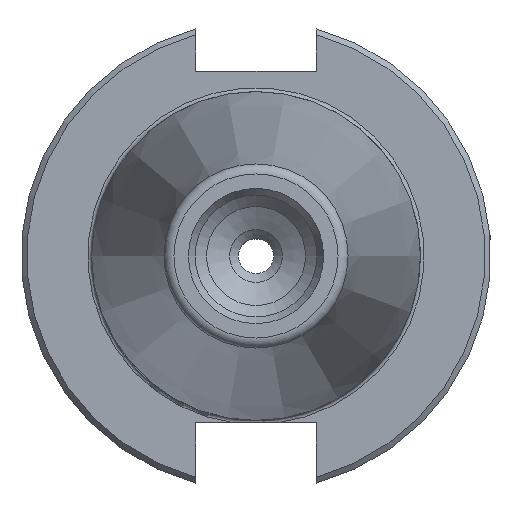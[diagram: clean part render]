
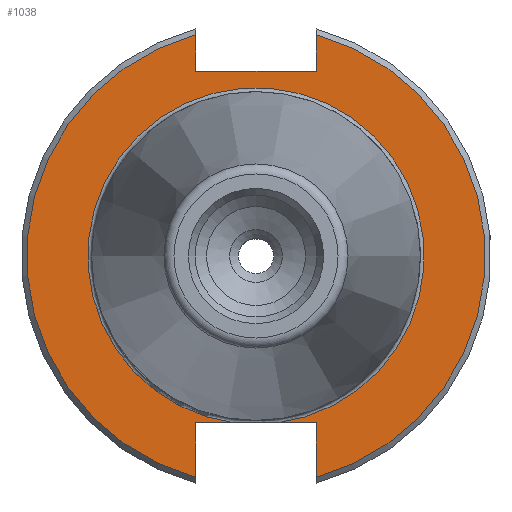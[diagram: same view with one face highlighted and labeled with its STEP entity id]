
A CAD part, left-side view. The second image highlights one B-rep face of the part: STEP entity #1038.
In plain terms, the highlighted planar face has unit normal (-1, 0, 0).
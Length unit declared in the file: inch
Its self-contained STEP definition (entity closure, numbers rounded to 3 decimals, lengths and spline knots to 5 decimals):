
#267=CARTESIAN_POINT('',(0.125,-0.11172,-0.888));
#268=VERTEX_POINT('',#267);
#269=CARTESIAN_POINT('',(0.125,0.11172,-0.888));
#270=VERTEX_POINT('',#269);
#284=CARTESIAN_POINT('',(0.125,0.0,0.0));
#285=DIRECTION('',(-1.0,0.0,0.0));
#286=DIRECTION('',(0.0,-1.0,0.0));
#287=AXIS2_PLACEMENT_3D('',#284,#285,#286);
#288=CIRCLE('',#287,0.895);
#289=EDGE_CURVE('',#268,#270,#288,.T.);
#655=CARTESIAN_POINT('',(0.125,0.32,-0.888));
#656=VERTEX_POINT('',#655);
#663=CARTESIAN_POINT('',(0.125,0.32,-1.17729));
#664=VERTEX_POINT('',#663);
#665=CARTESIAN_POINT('',(0.125,0.32,-1.17729));
#666=DIRECTION('',(0.0,0.0,1.0));
#667=VECTOR('',#666,0.28929);
#668=LINE('',#665,#667);
#669=EDGE_CURVE('',#664,#656,#668,.T.);
#911=CARTESIAN_POINT('',(0.125,-0.32,-1.17729));
#912=VERTEX_POINT('',#911);
#926=CARTESIAN_POINT('',(0.125,-0.32,-0.888));
#927=VERTEX_POINT('',#926);
#928=CARTESIAN_POINT('',(0.125,-0.32,-0.888));
#929=DIRECTION('',(0.0,0.0,-1.0));
#930=VECTOR('',#929,0.28929);
#931=LINE('',#928,#930);
#932=EDGE_CURVE('',#927,#912,#931,.T.);
#959=CARTESIAN_POINT('',(0.125,-0.32,1.17729));
#960=VERTEX_POINT('',#959);
#974=CARTESIAN_POINT('',(0.125,0.0,0.0));
#975=DIRECTION('',(1.0,0.0,0.0));
#976=DIRECTION('',(0.0,-1.0,0.0));
#977=AXIS2_PLACEMENT_3D('',#974,#975,#976);
#978=CIRCLE('',#977,1.22);
#979=EDGE_CURVE('',#960,#912,#978,.T.);
#984=CARTESIAN_POINT('',(0.125,1.0625,0.0));
#985=DIRECTION('',(-1.0,0.0,0.0));
#986=DIRECTION('',(0.0,0.0,1.0));
#987=AXIS2_PLACEMENT_3D('',#984,#985,#986);
#988=PLANE('',#987);
#989=ORIENTED_EDGE('',*,*,#289,.F.);
#990=CARTESIAN_POINT('',(0.125,-0.11172,-0.888));
#991=DIRECTION('',(0.0,-1.0,0.0));
#992=VECTOR('',#991,0.20828);
#993=LINE('',#990,#992);
#994=EDGE_CURVE('',#268,#927,#993,.T.);
#995=ORIENTED_EDGE('',*,*,#994,.T.);
#996=ORIENTED_EDGE('',*,*,#932,.T.);
#997=ORIENTED_EDGE('',*,*,#979,.F.);
#998=CARTESIAN_POINT('',(0.125,-0.32,0.983));
#999=VERTEX_POINT('',#998);
#1000=CARTESIAN_POINT('',(0.125,-0.32,1.17729));
#1001=DIRECTION('',(0.0,0.0,-1.0));
#1002=VECTOR('',#1001,0.19429);
#1003=LINE('',#1000,#1002);
#1004=EDGE_CURVE('',#960,#999,#1003,.T.);
#1005=ORIENTED_EDGE('',*,*,#1004,.T.);
#1006=CARTESIAN_POINT('',(0.125,0.32,0.983));
#1007=VERTEX_POINT('',#1006);
#1008=CARTESIAN_POINT('',(0.125,-0.32,0.983));
#1009=DIRECTION('',(0.0,1.0,0.0));
#1010=VECTOR('',#1009,0.64);
#1011=LINE('',#1008,#1010);
#1012=EDGE_CURVE('',#999,#1007,#1011,.T.);
#1013=ORIENTED_EDGE('',*,*,#1012,.T.);
#1014=CARTESIAN_POINT('',(0.125,0.32,1.17729));
#1015=VERTEX_POINT('',#1014);
#1016=CARTESIAN_POINT('',(0.125,0.32,0.983));
#1017=DIRECTION('',(0.0,0.0,1.0));
#1018=VECTOR('',#1017,0.19429);
#1019=LINE('',#1016,#1018);
#1020=EDGE_CURVE('',#1007,#1015,#1019,.T.);
#1021=ORIENTED_EDGE('',*,*,#1020,.T.);
#1022=CARTESIAN_POINT('',(0.125,0.0,0.0));
#1023=DIRECTION('',(1.0,0.0,0.0));
#1024=DIRECTION('',(0.0,1.0,0.0));
#1025=AXIS2_PLACEMENT_3D('',#1022,#1023,#1024);
#1026=CIRCLE('',#1025,1.22);
#1027=EDGE_CURVE('',#664,#1015,#1026,.T.);
#1028=ORIENTED_EDGE('',*,*,#1027,.F.);
#1029=ORIENTED_EDGE('',*,*,#669,.T.);
#1030=CARTESIAN_POINT('',(0.125,0.32,-0.888));
#1031=DIRECTION('',(0.0,-1.0,0.0));
#1032=VECTOR('',#1031,0.20828);
#1033=LINE('',#1030,#1032);
#1034=EDGE_CURVE('',#656,#270,#1033,.T.);
#1035=ORIENTED_EDGE('',*,*,#1034,.T.);
#1036=EDGE_LOOP('',(#989,#995,#996,#997,#1005,#1013,#1021,#1028,#1029,#1035));
#1037=FACE_OUTER_BOUND('',#1036,.T.);
#1038=ADVANCED_FACE('',(#1037),#988,.T.);
